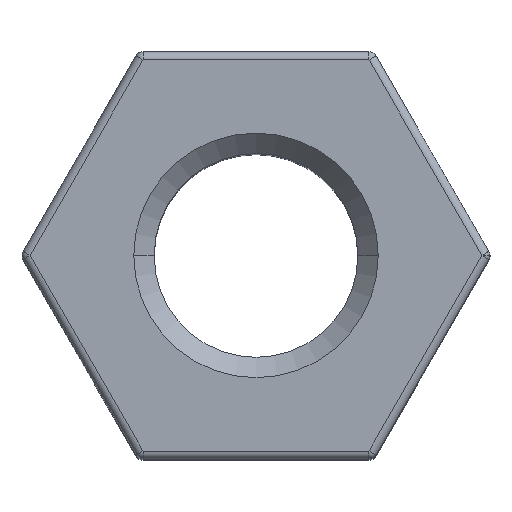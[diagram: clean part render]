
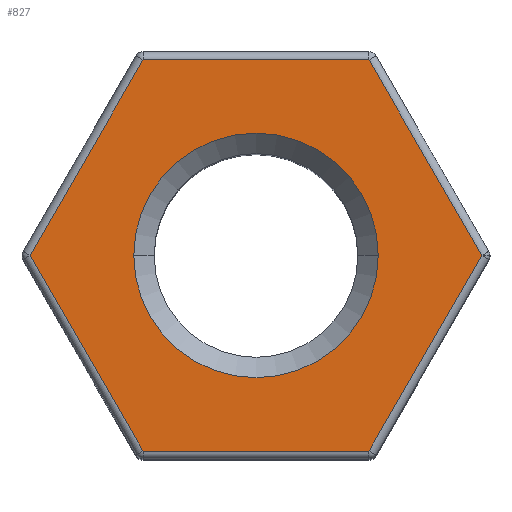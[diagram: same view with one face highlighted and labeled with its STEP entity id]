
A CAD part, top view. The second image highlights one B-rep face of the part: STEP entity #827.
In plain terms, the highlighted planar face has unit normal (0, 0, 1).
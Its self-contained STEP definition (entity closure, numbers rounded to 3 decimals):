
#4 = ORIENTED_EDGE ( 'NONE', *, *, #673, .T. ) ;
#6 = ORIENTED_EDGE ( 'NONE', *, *, #667, .T. ) ;
#77 = VERTEX_POINT ( 'NONE', #541 ) ;
#91 = VERTEX_POINT ( 'NONE', #260 ) ;
#202 = AXIS2_PLACEMENT_3D ( 'NONE', #981, #980, #979 ) ;
#260 = CARTESIAN_POINT ( 'NONE',  ( -1.5, 0., 8. ) ) ;
#268 = CARTESIAN_POINT ( 'NONE',  ( 0., 0., 8. ) ) ;
#299 = AXIS2_PLACEMENT_3D ( 'NONE', #268, #1175, #1173 ) ;
#312 = DIRECTION ( 'NONE',  ( 1., 0., 0. ) ) ;
#313 = DIRECTION ( 'NONE',  ( 0., 0., 1. ) ) ;
#331 = CARTESIAN_POINT ( 'NONE',  ( 2.887, 0., 8. ) ) ;
#353 = PLANE ( 'NONE',  #989 ) ;
#354 = CARTESIAN_POINT ( 'NONE',  ( 1.386, -2.4, 8. ) ) ;
#446 = FACE_BOUND ( 'NONE', #1124, .T. ) ;
#466 = CIRCLE ( 'NONE', #299, 1.5 ) ;
#469 = FACE_OUTER_BOUND ( 'NONE', #501, .T. ) ;
#501 = EDGE_LOOP ( 'NONE', ( #911, #1227, #715, #6, #4, #1016 ) ) ;
#509 = VERTEX_POINT ( 'NONE', #1085 ) ;
#532 = EDGE_CURVE ( 'NONE', #509, #91, #466, .T. ) ;
#541 = CARTESIAN_POINT ( 'NONE',  ( 1.386, 2.4, 8. ) ) ;
#653 = VERTEX_POINT ( 'NONE', #1030 ) ;
#656 = EDGE_CURVE ( 'NONE', #77, #920, #1207, .T. ) ;
#658 = EDGE_CURVE ( 'NONE', #920, #653, #1261, .T. ) ;
#666 = EDGE_CURVE ( 'NONE', #653, #672, #1187, .T. ) ;
#667 = EDGE_CURVE ( 'NONE', #672, #1193, #1165, .T. ) ;
#672 = VERTEX_POINT ( 'NONE', #1010 ) ;
#673 = EDGE_CURVE ( 'NONE', #1193, #728, #1128, .T. ) ;
#674 = EDGE_CURVE ( 'NONE', #728, #77, #1115, .T. ) ;
#681 = EDGE_CURVE ( 'NONE', #91, #509, #1153, .T. ) ;
#715 = ORIENTED_EDGE ( 'NONE', *, *, #666, .T. ) ;
#728 = VERTEX_POINT ( 'NONE', #875 ) ;
#827 = ADVANCED_FACE ( 'NONE', ( #469, #446 ), #353, .T. ) ;
#875 = CARTESIAN_POINT ( 'NONE',  ( 2.771, 0., 8. ) ) ;
#911 = ORIENTED_EDGE ( 'NONE', *, *, #656, .T. ) ;
#920 = VERTEX_POINT ( 'NONE', #941 ) ;
#941 = CARTESIAN_POINT ( 'NONE',  ( -1.386, 2.4, 8. ) ) ;
#944 = ORIENTED_EDGE ( 'NONE', *, *, #532, .T. ) ;
#979 = DIRECTION ( 'NONE',  ( 1., 0., 0. ) ) ;
#980 = DIRECTION ( 'NONE',  ( 0., 0., -1. ) ) ;
#981 = CARTESIAN_POINT ( 'NONE',  ( 0., 0., 8. ) ) ;
#989 = AXIS2_PLACEMENT_3D ( 'NONE', #331, #313, #312 ) ;
#993 = DIRECTION ( 'NONE',  ( -0.5, 0.866, 0. ) ) ;
#998 = DIRECTION ( 'NONE',  ( 0.5, 0.866, 0. ) ) ;
#1002 = CARTESIAN_POINT ( 'NONE',  ( 2.8, 0.05, 8. ) ) ;
#1003 = DIRECTION ( 'NONE',  ( 1., 0., 0. ) ) ;
#1005 = CARTESIAN_POINT ( 'NONE',  ( 1.443, -2.4, 8. ) ) ;
#1008 = DIRECTION ( 'NONE',  ( 0.5, -0.866, 0. ) ) ;
#1009 = CARTESIAN_POINT ( 'NONE',  ( 1.357, 2.45, 8. ) ) ;
#1010 = CARTESIAN_POINT ( 'NONE',  ( -1.386, -2.4, 8. ) ) ;
#1013 = CARTESIAN_POINT ( 'NONE',  ( -2.8, -0.05, 8. ) ) ;
#1014 = DIRECTION ( 'NONE',  ( -1., 0., 0. ) ) ;
#1016 = ORIENTED_EDGE ( 'NONE', *, *, #674, .T. ) ;
#1018 = CARTESIAN_POINT ( 'NONE',  ( -1.357, -2.45, 8. ) ) ;
#1019 = CARTESIAN_POINT ( 'NONE',  ( -1.443, 2.4, 8. ) ) ;
#1030 = CARTESIAN_POINT ( 'NONE',  ( -2.771, 0., 8. ) ) ;
#1032 = DIRECTION ( 'NONE',  ( -0.5, -0.866, 0. ) ) ;
#1085 = CARTESIAN_POINT ( 'NONE',  ( 1.5, 0., 8. ) ) ;
#1101 = VECTOR ( 'NONE', #998, 1000. ) ;
#1113 = VECTOR ( 'NONE', #993, 1000. ) ;
#1115 = LINE ( 'NONE', #1009, #1113 ) ;
#1124 = EDGE_LOOP ( 'NONE', ( #944, #1242 ) ) ;
#1128 = LINE ( 'NONE', #1002, #1101 ) ;
#1140 = VECTOR ( 'NONE', #1008, 1000. ) ;
#1142 = VECTOR ( 'NONE', #1003, 1000. ) ;
#1153 = CIRCLE ( 'NONE', #202, 1.5 ) ;
#1165 = LINE ( 'NONE', #1005, #1142 ) ;
#1166 = VECTOR ( 'NONE', #1014, 1000. ) ;
#1173 = DIRECTION ( 'NONE',  ( 1., 0., 0. ) ) ;
#1175 = DIRECTION ( 'NONE',  ( 0., 0., -1. ) ) ;
#1178 = VECTOR ( 'NONE', #1032, 1000. ) ;
#1187 = LINE ( 'NONE', #1018, #1140 ) ;
#1193 = VERTEX_POINT ( 'NONE', #354 ) ;
#1207 = LINE ( 'NONE', #1019, #1166 ) ;
#1227 = ORIENTED_EDGE ( 'NONE', *, *, #658, .T. ) ;
#1242 = ORIENTED_EDGE ( 'NONE', *, *, #681, .T. ) ;
#1261 = LINE ( 'NONE', #1013, #1178 ) ;
